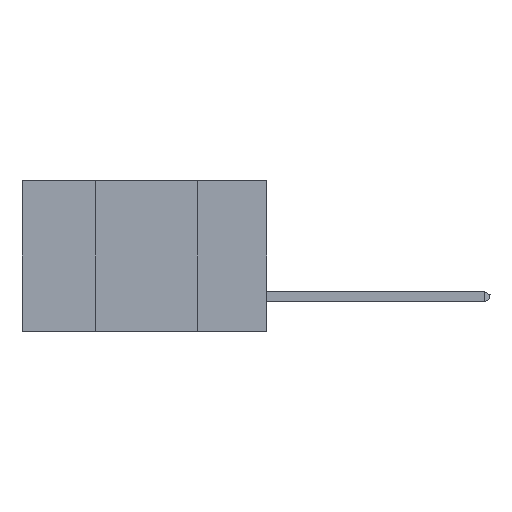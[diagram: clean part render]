
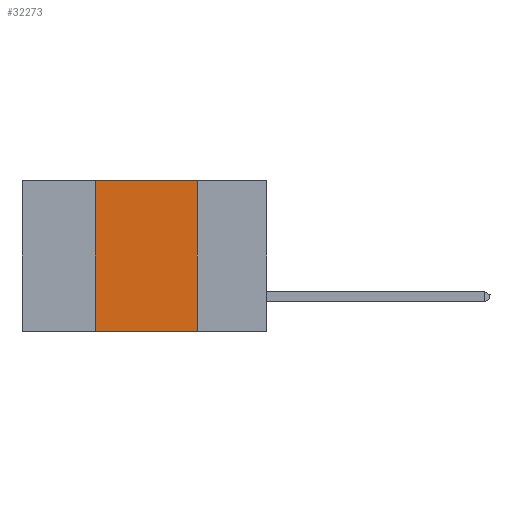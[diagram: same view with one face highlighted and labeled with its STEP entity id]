
A CAD part, left-side view. The second image highlights one B-rep face of the part: STEP entity #32273.
In plain terms, the highlighted planar face has unit normal (-1, 0, 0).
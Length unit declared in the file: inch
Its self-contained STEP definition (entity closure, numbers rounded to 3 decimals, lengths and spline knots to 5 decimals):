
#238 = DIRECTION ( 'NONE',  ( 0., 0., -1. ) ) ;
#276 = LINE ( 'NONE', #10175, #20542 ) ;
#737 = LINE ( 'NONE', #12079, #7655 ) ;
#5547 = EDGE_CURVE ( 'NONE', #13580, #7455, #737, .T. ) ;
#6327 = EDGE_CURVE ( 'NONE', #13580, #32527, #276, .T. ) ;
#7010 = EDGE_CURVE ( 'NONE', #32527, #9467, #30555, .T. ) ;
#7455 = VERTEX_POINT ( 'NONE', #11895 ) ;
#7655 = VECTOR ( 'NONE', #12200, 39.37008 ) ;
#9035 = VECTOR ( 'NONE', #19159, 39.37008 ) ;
#9467 = VERTEX_POINT ( 'NONE', #11624 ) ;
#9901 = DIRECTION ( 'NONE',  ( 0., 0., -1. ) ) ;
#10175 = CARTESIAN_POINT ( 'NONE',  ( 0., 0.42, 0. ) ) ;
#11624 = CARTESIAN_POINT ( 'NONE',  ( 0., 0.17, 0. ) ) ;
#11895 = CARTESIAN_POINT ( 'NONE',  ( 0., 0.17, -0.37 ) ) ;
#12079 = CARTESIAN_POINT ( 'NONE',  ( 0., 0.6, -0.37 ) ) ;
#12090 = CARTESIAN_POINT ( 'NONE',  ( 0., 0.42, -0.37 ) ) ;
#12200 = DIRECTION ( 'NONE',  ( 0., -1., 0. ) ) ;
#13580 = VERTEX_POINT ( 'NONE', #12090 ) ;
#13802 = CARTESIAN_POINT ( 'NONE',  ( 0., 0.42, 0. ) ) ;
#18377 = ORIENTED_EDGE ( 'NONE', *, *, #6327, .F. ) ;
#18788 = LINE ( 'NONE', #32526, #24915 ) ;
#19159 = DIRECTION ( 'NONE',  ( 0., -1., 0. ) ) ;
#19439 = EDGE_CURVE ( 'NONE', #9467, #7455, #18788, .T. ) ;
#20542 = VECTOR ( 'NONE', #30730, 39.37008 ) ;
#20550 = CARTESIAN_POINT ( 'NONE',  ( 0., 0.6, 0. ) ) ;
#21951 = FACE_OUTER_BOUND ( 'NONE', #30267, .T. ) ;
#23760 = ORIENTED_EDGE ( 'NONE', *, *, #5547, .T. ) ;
#24567 = ORIENTED_EDGE ( 'NONE', *, *, #7010, .F. ) ;
#24915 = VECTOR ( 'NONE', #238, 39.37008 ) ;
#26861 = CARTESIAN_POINT ( 'NONE',  ( 0., 0.6, 0. ) ) ;
#28368 = DIRECTION ( 'NONE',  ( 1., 0., 0. ) ) ;
#30267 = EDGE_LOOP ( 'NONE', ( #30782, #24567, #18377, #23760 ) ) ;
#30550 = PLANE ( 'NONE',  #31801 ) ;
#30555 = LINE ( 'NONE', #26861, #9035 ) ;
#30730 = DIRECTION ( 'NONE',  ( 0., 0., 1. ) ) ;
#30782 = ORIENTED_EDGE ( 'NONE', *, *, #19439, .F. ) ;
#31801 = AXIS2_PLACEMENT_3D ( 'NONE', #20550, #28368, #9901 ) ;
#32273 = ADVANCED_FACE ( 'NONE', ( #21951 ), #30550, .F. ) ;
#32526 = CARTESIAN_POINT ( 'NONE',  ( 0., 0.17, 0. ) ) ;
#32527 = VERTEX_POINT ( 'NONE', #13802 ) ;
